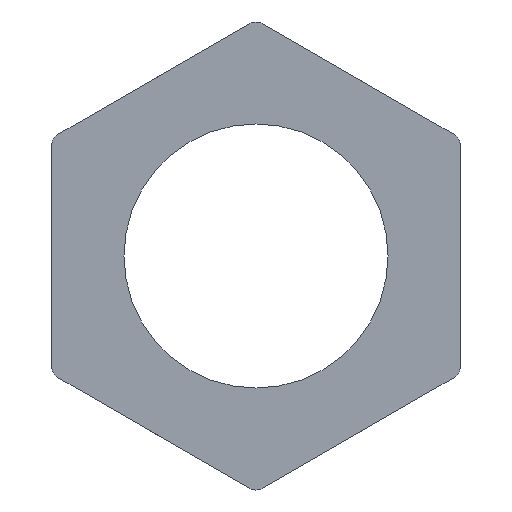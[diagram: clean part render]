
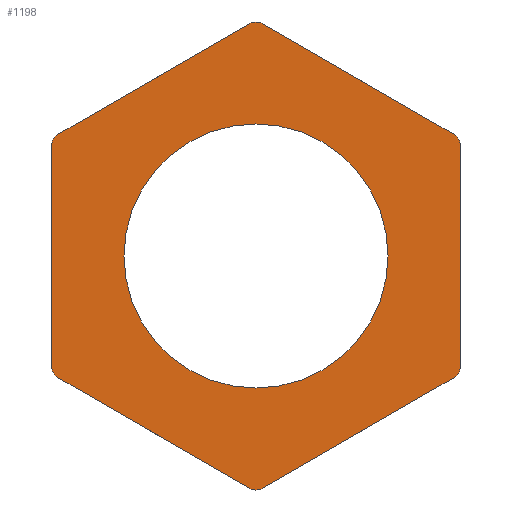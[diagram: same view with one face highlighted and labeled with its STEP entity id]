
A CAD part, front view. The second image highlights one B-rep face of the part: STEP entity #1198.
In plain terms, the highlighted planar face has unit normal (0, -1, 0).
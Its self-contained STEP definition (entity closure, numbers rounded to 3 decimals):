
#36 = EDGE_CURVE ( 'NONE', #1158, #1901, #2177, .T. ) ;
#43 = EDGE_CURVE ( 'NONE', #1392, #1901, #2441, .T. ) ;
#59 = CIRCLE ( 'NONE', #1550, 2. ) ;
#71 = ORIENTED_EDGE ( 'NONE', *, *, #1308, .F. ) ;
#73 = CIRCLE ( 'NONE', #1804, 2. ) ;
#163 = DIRECTION ( 'NONE',  ( 0., 1., 0. ) ) ;
#176 = CARTESIAN_POINT ( 'NONE',  ( -31.5, 0., -19.341 ) ) ;
#178 = DIRECTION ( 'NONE',  ( 0., -1., 0. ) ) ;
#180 = ORIENTED_EDGE ( 'NONE', *, *, #1934, .T. ) ;
#228 = EDGE_CURVE ( 'NONE', #385, #622, #73, .T. ) ;
#239 = ORIENTED_EDGE ( 'NONE', *, *, #1845, .T. ) ;
#250 = LINE ( 'NONE', #640, #1059 ) ;
#260 = DIRECTION ( 'NONE',  ( 0., -1., 0. ) ) ;
#272 = DIRECTION ( 'NONE',  ( 0., 0., 1. ) ) ;
#284 = DIRECTION ( 'NONE',  ( 0., 0., 1. ) ) ;
#289 = CARTESIAN_POINT ( 'NONE',  ( 32.5, 0., -17.609 ) ) ;
#302 = LINE ( 'NONE', #1262, #1745 ) ;
#314 = CARTESIAN_POINT ( 'NONE',  ( 0., 0., -37.528 ) ) ;
#383 = CARTESIAN_POINT ( 'NONE',  ( -1., 0., 36.95 ) ) ;
#385 = VERTEX_POINT ( 'NONE', #662 ) ;
#406 = ORIENTED_EDGE ( 'NONE', *, *, #871, .T. ) ;
#410 = AXIS2_PLACEMENT_3D ( 'NONE', #1041, #1818, #854 ) ;
#470 = CARTESIAN_POINT ( 'NONE',  ( -30.5, 0., 17.609 ) ) ;
#490 = CARTESIAN_POINT ( 'NONE',  ( 31.5, 0., 19.341 ) ) ;
#530 = VERTEX_POINT ( 'NONE', #1720 ) ;
#553 = DIRECTION ( 'NONE',  ( 0., 0., 1. ) ) ;
#565 = ORIENTED_EDGE ( 'NONE', *, *, #1655, .T. ) ;
#573 = EDGE_CURVE ( 'NONE', #1158, #2267, #579, .T. ) ;
#579 = LINE ( 'NONE', #1741, #2016 ) ;
#606 = DIRECTION ( 'NONE',  ( 0., 0., 1. ) ) ;
#622 = VERTEX_POINT ( 'NONE', #490 ) ;
#627 = FACE_BOUND ( 'NONE', #1358, .T. ) ;
#632 = CIRCLE ( 'NONE', #1270, 2. ) ;
#640 = CARTESIAN_POINT ( 'NONE',  ( 32.5, 0., -18.764 ) ) ;
#650 = AXIS2_PLACEMENT_3D ( 'NONE', #1156, #1757, #606 ) ;
#662 = CARTESIAN_POINT ( 'NONE',  ( 32.5, 0., 17.609 ) ) ;
#679 = EDGE_CURVE ( 'NONE', #530, #2370, #2057, .T. ) ;
#693 = DIRECTION ( 'NONE',  ( 0., -1., 0. ) ) ;
#706 = CARTESIAN_POINT ( 'NONE',  ( 0., 0., 37.528 ) ) ;
#707 = DIRECTION ( 'NONE',  ( -0.866, 0., 0.5 ) ) ;
#837 = ORIENTED_EDGE ( 'NONE', *, *, #43, .F. ) ;
#848 = VERTEX_POINT ( 'NONE', #1323 ) ;
#854 = DIRECTION ( 'NONE',  ( 0., 0., 1. ) ) ;
#863 = CARTESIAN_POINT ( 'NONE',  ( -32.5, 0., -18.764 ) ) ;
#871 = EDGE_CURVE ( 'NONE', #530, #890, #632, .T. ) ;
#890 = VERTEX_POINT ( 'NONE', #1749 ) ;
#1041 = CARTESIAN_POINT ( 'NONE',  ( 0., 0., 0. ) ) ;
#1049 = ORIENTED_EDGE ( 'NONE', *, *, #1053, .F. ) ;
#1053 = EDGE_CURVE ( 'NONE', #2387, #890, #250, .T. ) ;
#1059 = VECTOR ( 'NONE', #2221, 1000. ) ;
#1077 = VECTOR ( 'NONE', #272, 1000. ) ;
#1115 = VERTEX_POINT ( 'NONE', #289 ) ;
#1118 = DIRECTION ( 'NONE',  ( 0., 0., -1. ) ) ;
#1123 = DIRECTION ( 'NONE',  ( 0., 0., 1. ) ) ;
#1156 = CARTESIAN_POINT ( 'NONE',  ( -30.5, 0., -17.609 ) ) ;
#1158 = VERTEX_POINT ( 'NONE', #1789 ) ;
#1193 = ORIENTED_EDGE ( 'NONE', *, *, #228, .T. ) ;
#1198 = ADVANCED_FACE ( 'NONE', ( #1225, #627 ), #2017, .F. ) ;
#1225 = FACE_OUTER_BOUND ( 'NONE', #2165, .T. ) ;
#1257 = DIRECTION ( 'NONE',  ( 0., 0., 1. ) ) ;
#1262 = CARTESIAN_POINT ( 'NONE',  ( 32.5, 0., 18.764 ) ) ;
#1270 = AXIS2_PLACEMENT_3D ( 'NONE', #1729, #2302, #1926 ) ;
#1296 = LINE ( 'NONE', #706, #2322 ) ;
#1308 = EDGE_CURVE ( 'NONE', #385, #1115, #302, .T. ) ;
#1323 = CARTESIAN_POINT ( 'NONE',  ( 1., 0., 36.95 ) ) ;
#1343 = CARTESIAN_POINT ( 'NONE',  ( 0., 0., 21. ) ) ;
#1358 = EDGE_LOOP ( 'NONE', ( #2483 ) ) ;
#1361 = DIRECTION ( 'NONE',  ( 0.866, 0., 0.5 ) ) ;
#1363 = CIRCLE ( 'NONE', #1912, 21. ) ;
#1390 = AXIS2_PLACEMENT_3D ( 'NONE', #470, #2025, #284 ) ;
#1392 = VERTEX_POINT ( 'NONE', #1682 ) ;
#1507 = CARTESIAN_POINT ( 'NONE',  ( 0., 0., 35.218 ) ) ;
#1509 = ORIENTED_EDGE ( 'NONE', *, *, #1663, .F. ) ;
#1550 = AXIS2_PLACEMENT_3D ( 'NONE', #1887, #693, #2456 ) ;
#1628 = ORIENTED_EDGE ( 'NONE', *, *, #36, .T. ) ;
#1655 = EDGE_CURVE ( 'NONE', #2387, #1115, #59, .T. ) ;
#1663 = EDGE_CURVE ( 'NONE', #848, #622, #1296, .T. ) ;
#1682 = CARTESIAN_POINT ( 'NONE',  ( -32.5, 0., -17.609 ) ) ;
#1720 = CARTESIAN_POINT ( 'NONE',  ( -1., 0., -36.95 ) ) ;
#1726 = VECTOR ( 'NONE', #707, 1000. ) ;
#1728 = ORIENTED_EDGE ( 'NONE', *, *, #679, .F. ) ;
#1729 = CARTESIAN_POINT ( 'NONE',  ( 0., 0., -35.218 ) ) ;
#1741 = CARTESIAN_POINT ( 'NONE',  ( -32.5, 0., 18.764 ) ) ;
#1745 = VECTOR ( 'NONE', #1118, 1000. ) ;
#1749 = CARTESIAN_POINT ( 'NONE',  ( 1., 0., -36.95 ) ) ;
#1752 = AXIS2_PLACEMENT_3D ( 'NONE', #1507, #178, #553 ) ;
#1757 = DIRECTION ( 'NONE',  ( 0., -1., 0. ) ) ;
#1789 = CARTESIAN_POINT ( 'NONE',  ( -31.5, 0., 19.341 ) ) ;
#1804 = AXIS2_PLACEMENT_3D ( 'NONE', #2011, #260, #1257 ) ;
#1818 = DIRECTION ( 'NONE',  ( 0., 1., 0. ) ) ;
#1843 = ORIENTED_EDGE ( 'NONE', *, *, #573, .F. ) ;
#1845 = EDGE_CURVE ( 'NONE', #848, #2267, #2209, .T. ) ;
#1887 = CARTESIAN_POINT ( 'NONE',  ( 30.5, 0., -17.609 ) ) ;
#1901 = VERTEX_POINT ( 'NONE', #2104 ) ;
#1912 = AXIS2_PLACEMENT_3D ( 'NONE', #2440, #163, #1123 ) ;
#1921 = VERTEX_POINT ( 'NONE', #1343 ) ;
#1926 = DIRECTION ( 'NONE',  ( 0., 0., 1. ) ) ;
#1934 = EDGE_CURVE ( 'NONE', #1392, #2370, #2480, .T. ) ;
#2011 = CARTESIAN_POINT ( 'NONE',  ( 30.5, 0., 17.609 ) ) ;
#2016 = VECTOR ( 'NONE', #1361, 1000. ) ;
#2017 = PLANE ( 'NONE',  #410 ) ;
#2025 = DIRECTION ( 'NONE',  ( 0., -1., 0. ) ) ;
#2057 = LINE ( 'NONE', #314, #1726 ) ;
#2091 = DIRECTION ( 'NONE',  ( 0.866, 0., -0.5 ) ) ;
#2104 = CARTESIAN_POINT ( 'NONE',  ( -32.5, 0., 17.609 ) ) ;
#2162 = CARTESIAN_POINT ( 'NONE',  ( 31.5, 0., -19.341 ) ) ;
#2165 = EDGE_LOOP ( 'NONE', ( #1509, #239, #1843, #1628, #837, #180, #1728, #406, #1049, #565, #71, #1193 ) ) ;
#2177 = CIRCLE ( 'NONE', #1390, 2. ) ;
#2209 = CIRCLE ( 'NONE', #1752, 2. ) ;
#2221 = DIRECTION ( 'NONE',  ( -0.866, 0., -0.5 ) ) ;
#2267 = VERTEX_POINT ( 'NONE', #383 ) ;
#2295 = EDGE_CURVE ( 'NONE', #1921, #1921, #1363, .T. ) ;
#2302 = DIRECTION ( 'NONE',  ( 0., -1., 0. ) ) ;
#2322 = VECTOR ( 'NONE', #2091, 1000. ) ;
#2370 = VERTEX_POINT ( 'NONE', #176 ) ;
#2387 = VERTEX_POINT ( 'NONE', #2162 ) ;
#2440 = CARTESIAN_POINT ( 'NONE',  ( 0., 0., 0. ) ) ;
#2441 = LINE ( 'NONE', #863, #1077 ) ;
#2456 = DIRECTION ( 'NONE',  ( 0., 0., 1. ) ) ;
#2480 = CIRCLE ( 'NONE', #650, 2. ) ;
#2483 = ORIENTED_EDGE ( 'NONE', *, *, #2295, .T. ) ;
